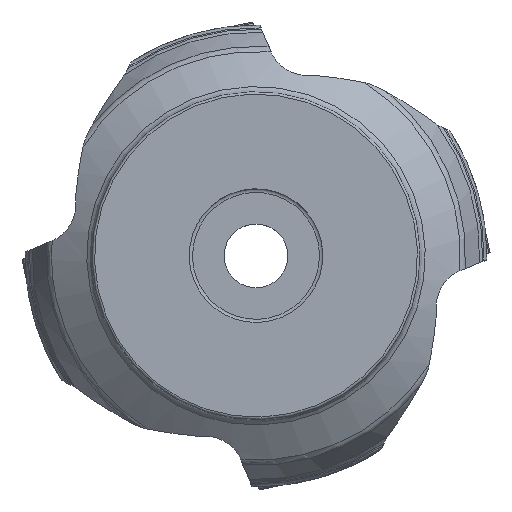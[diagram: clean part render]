
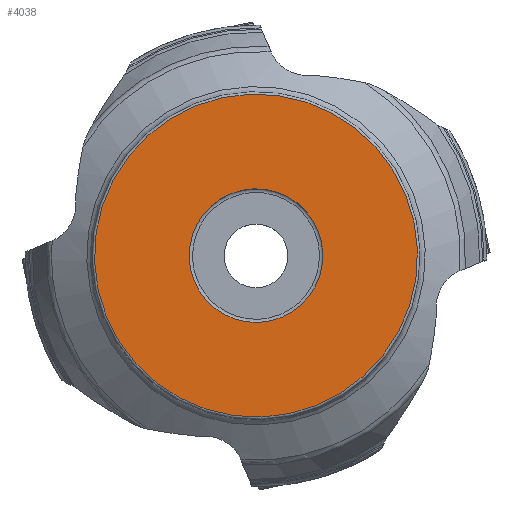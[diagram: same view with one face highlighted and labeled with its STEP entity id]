
A CAD part, top view. The second image highlights one B-rep face of the part: STEP entity #4038.
In plain terms, the highlighted planar face has unit normal (0, 0, 1).
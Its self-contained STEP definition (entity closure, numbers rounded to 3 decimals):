
#1383=FACE_BOUND('',#7957,.T.);
#1384=FACE_BOUND('',#7958,.T.);
#4038=ADVANCED_FACE('CU_BACK_F001',(#1383,#1384),#4451,.F.);
#4451=PLANE('',#32008);
#7957=EDGE_LOOP('',(#18799));
#7958=EDGE_LOOP('',(#18800));
#9536=CIRCLE('',#29741,11.005);
#10518=CIRCLE('',#32006,26.6);
#18799=ORIENTED_EDGE('',*,*,#23044,.F.);
#18800=ORIENTED_EDGE('',*,*,#25998,.T.);
#20002=VERTEX_POINT('',#46700);
#21733=VERTEX_POINT('',#64416);
#23044=EDGE_CURVE('',#20002,#20002,#9536,.T.);
#25998=EDGE_CURVE('',#21733,#21733,#10518,.T.);
#29741=AXIS2_PLACEMENT_3D('',#46699,#34121,#34122);
#32006=AXIS2_PLACEMENT_3D('',#64415,#39597,#39598);
#32008=AXIS2_PLACEMENT_3D('',#64418,#39601,#39602);
#34121=DIRECTION('',(0.,0.,1.));
#34122=DIRECTION('',(0.978,0.208,0.));
#39597=DIRECTION('',(0.,0.,1.));
#39598=DIRECTION('',(0.978,0.208,0.));
#39601=DIRECTION('',(0.,0.,-1.));
#39602=DIRECTION('',(-0.978,-0.208,0.));
#46699=CARTESIAN_POINT('',(0.,0.,
0.));
#46700=CARTESIAN_POINT('',(10.765,2.288,0.));
#64415=CARTESIAN_POINT('',(0.,0.,
0.));
#64416=CARTESIAN_POINT('',(26.019,5.53,0.));
#64418=CARTESIAN_POINT('',(-24.,0.,0.));
